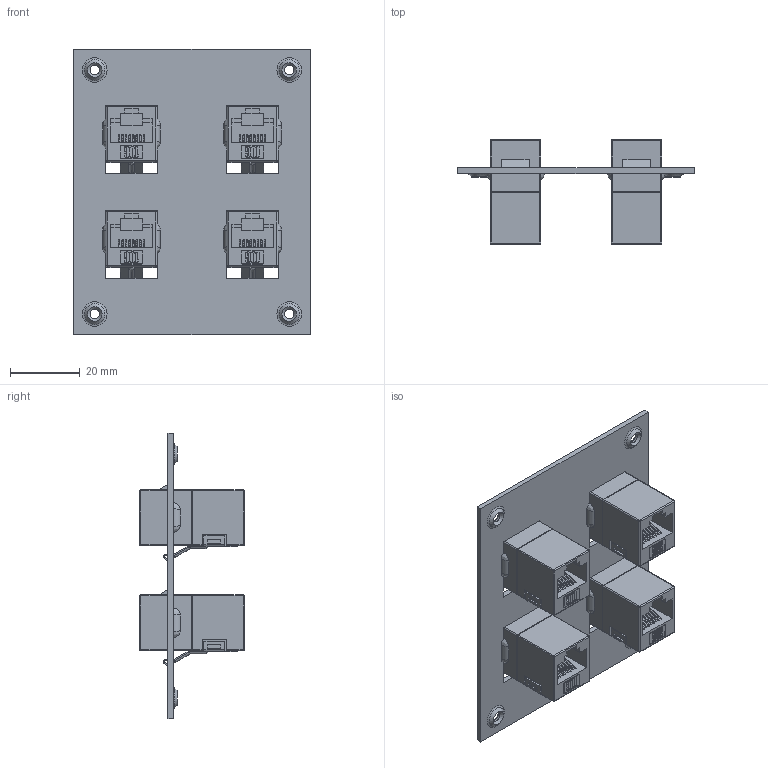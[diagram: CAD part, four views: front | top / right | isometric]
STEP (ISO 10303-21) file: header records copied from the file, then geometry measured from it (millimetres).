
FILE_DESCRIPTION (( 'STEP AP214' ), '1' );
FILE_NAME ('USP4SMC6A.STEP', '2018-04-25T14:59:06', ( '' ), ( '' ), 'SwSTEP 2.0', 'SolidWorks 2017', '' );
FILE_SCHEMA (( 'AUTOMOTIVE_DESIGN' ));
Length unit declared in the file: inch
Products named in the file (3): USP4SMC6A; TDG1026KS-C6A_New Logo - Latch Depressed; 1AR03-002
Assembly tree (5 placements, depth 2):
  USP4SMC6A
    1AR03-002
    TDG1026KS-C6A_New Logo - Latch Depressed  x4
Bounding box: 68.07 x 30 x 82.04 mm (x, y, z)
Volume: 27379.1 mm3; surface area: 24345 mm2
Topology: 5 solids, 5 shells, 1574 faces, 4324 edges, 2796 vertices
Faces by surface type: plane 990, bspline 312, cylinder 212, sphere 32, torus 16, cone 12
Full cylindrical faces by diameter (mm): 2.705 x4
Entity records: 16418 total; most frequent: CARTESIAN_POINT 5223, ORIENTED_EDGE 2218, DIRECTION 1843, EDGE_CURVE 1109, LINE 815, VECTOR 815, VERTEX_POINT 746, EDGE_LOOP 543
